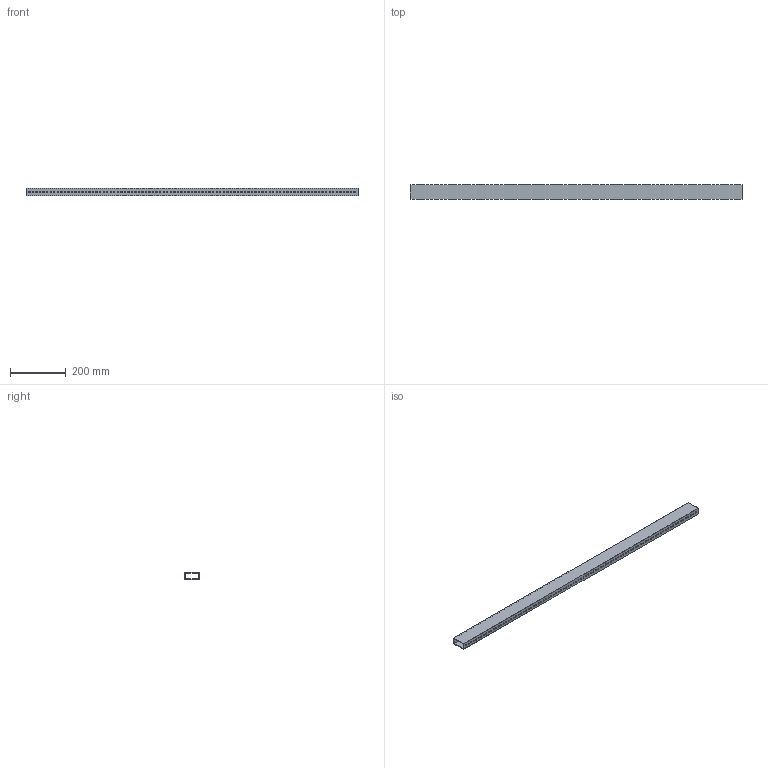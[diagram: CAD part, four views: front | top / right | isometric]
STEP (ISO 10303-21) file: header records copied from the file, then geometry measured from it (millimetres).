
FILE_DESCRIPTION (( 'STEP AP214' ), '1' );
FILE_NAME ('WCP-1427 Rev1.step', '2023-11-16T21:59:37', ( '' ), ( '' ), 'SwSTEP 2.0', 'SolidWorks 2022', '' );
FILE_SCHEMA (( 'AUTOMOTIVE_DESIGN' ));
Length unit declared in the file: inch
Products named in the file (1): WCP-1427 Rev1
Bounding box: 1193.8 x 50.8 x 25.4 mm (x, y, z)
Volume: 397534.4 mm3; surface area: 341494.8 mm2
Topology: 1 solids, 1 shells, 382 faces, 1140 edges, 760 vertices
Faces by surface type: cylinder 372, plane 10
Entity records: 14096 total; most frequent: DIRECTION 2650, CARTESIAN_POINT 2283, ORIENTED_EDGE 2280, EDGE_CURVE 1140, AXIS2_PLACEMENT_3D 1127, VERTEX_POINT 760, EDGE_LOOP 756, CIRCLE 744
